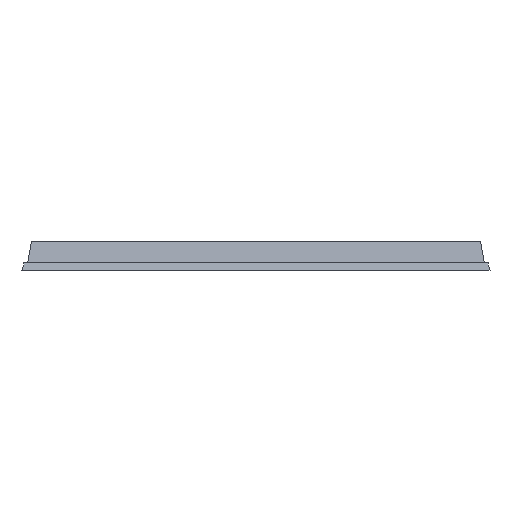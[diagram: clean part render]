
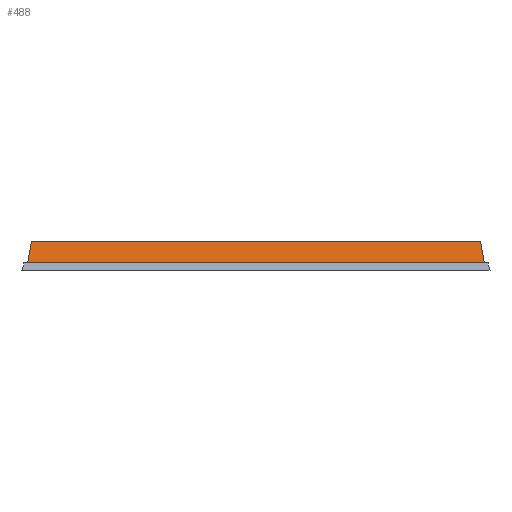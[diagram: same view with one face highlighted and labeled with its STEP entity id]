
A CAD part, left-side view. The second image highlights one B-rep face of the part: STEP entity #488.
In plain terms, the highlighted planar face has unit normal (-0.985, 0, 0.174).
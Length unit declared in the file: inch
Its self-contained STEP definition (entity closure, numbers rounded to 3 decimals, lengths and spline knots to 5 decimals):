
#30 = VECTOR ( 'NONE', #883, 39.37008 ) ;
#54 = CARTESIAN_POINT ( 'NONE',  ( -5.42258, 9.76849, 0.5 ) ) ;
#158 = FACE_OUTER_BOUND ( 'NONE', #311, .T. ) ;
#265 = EDGE_CURVE ( 'NONE', #352, #1213, #745, .T. ) ;
#270 = VERTEX_POINT ( 'NONE', #1166 ) ;
#311 = EDGE_LOOP ( 'NONE', ( #713, #928, #448, #801 ) ) ;
#352 = VERTEX_POINT ( 'NONE', #1324 ) ;
#448 = ORIENTED_EDGE ( 'NONE', *, *, #811, .T. ) ;
#488 = ADVANCED_FACE ( 'NONE', ( #158 ), #608, .T. ) ;
#506 = LINE ( 'NONE', #817, #763 ) ;
#510 = DIRECTION ( 'NONE',  ( -0.985, 0., 0.174 ) ) ;
#530 = VECTOR ( 'NONE', #1387, 39.37008 ) ;
#604 = LINE ( 'NONE', #946, #530 ) ;
#607 = CARTESIAN_POINT ( 'NONE',  ( -5.488, -3.9885, 0.129 ) ) ;
#608 = PLANE ( 'NONE',  #1120 ) ;
#713 = ORIENTED_EDGE ( 'NONE', *, *, #1417, .T. ) ;
#745 = LINE ( 'NONE', #607, #1171 ) ;
#763 = VECTOR ( 'NONE', #1278, 39.37008 ) ;
#779 = VERTEX_POINT ( 'NONE', #821 ) ;
#801 = ORIENTED_EDGE ( 'NONE', *, *, #959, .F. ) ;
#804 = DIRECTION ( 'NONE',  ( 0.174, 0., 0.985 ) ) ;
#811 = EDGE_CURVE ( 'NONE', #1213, #270, #604, .T. ) ;
#817 = CARTESIAN_POINT ( 'NONE',  ( -5.488, 9.76849, 0.129 ) ) ;
#821 = CARTESIAN_POINT ( 'NONE',  ( -5.488, 3.9885, 0.129 ) ) ;
#883 = DIRECTION ( 'NONE',  ( 0.171, -0.171, 0.97 ) ) ;
#928 = ORIENTED_EDGE ( 'NONE', *, *, #265, .T. ) ;
#946 = CARTESIAN_POINT ( 'NONE',  ( -5.42258, 0., 0.5 ) ) ;
#959 = EDGE_CURVE ( 'NONE', #779, #270, #967, .T. ) ;
#967 = LINE ( 'NONE', #1421, #30 ) ;
#974 = DIRECTION ( 'NONE',  ( 0.171, 0.171, 0.97 ) ) ;
#1120 = AXIS2_PLACEMENT_3D ( 'NONE', #54, #510, #804 ) ;
#1166 = CARTESIAN_POINT ( 'NONE',  ( -5.42258, 3.92308, 0.5 ) ) ;
#1171 = VECTOR ( 'NONE', #974, 39.37008 ) ;
#1213 = VERTEX_POINT ( 'NONE', #1280 ) ;
#1278 = DIRECTION ( 'NONE',  ( 0., -1., 0. ) ) ;
#1280 = CARTESIAN_POINT ( 'NONE',  ( -5.42258, -3.92308, 0.5 ) ) ;
#1324 = CARTESIAN_POINT ( 'NONE',  ( -5.488, -3.9885, 0.129 ) ) ;
#1387 = DIRECTION ( 'NONE',  ( 0., 1., 0. ) ) ;
#1417 = EDGE_CURVE ( 'NONE', #779, #352, #506, .T. ) ;
#1421 = CARTESIAN_POINT ( 'NONE',  ( -5.488, 3.9885, 0.129 ) ) ;
